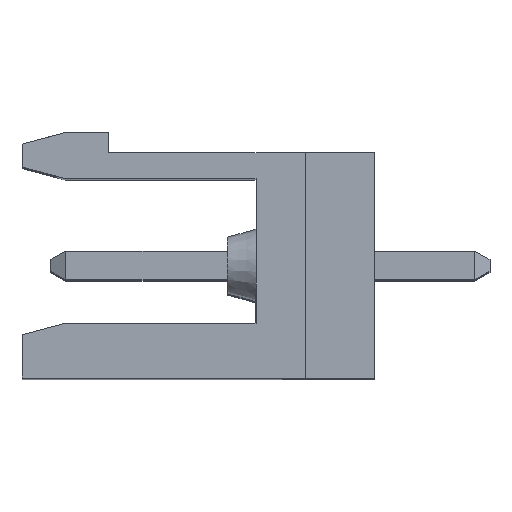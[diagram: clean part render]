
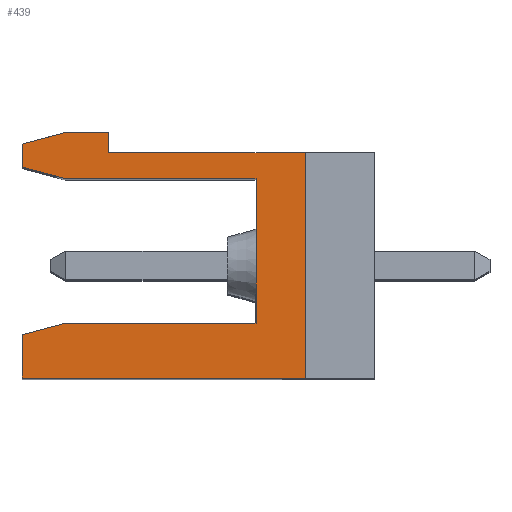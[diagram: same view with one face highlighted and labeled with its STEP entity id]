
A CAD part, top view. The second image highlights one B-rep face of the part: STEP entity #439.
In plain terms, the highlighted planar face has unit normal (0, 0, 1).
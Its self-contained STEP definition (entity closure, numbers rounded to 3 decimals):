
#439 = ADVANCED_FACE( '', ( #1034 ), #1035, .F. );
#1034 = FACE_OUTER_BOUND( '', #1794, .T. );
#1035 = PLANE( '', #1795 );
#1794 = EDGE_LOOP( '', ( #3057, #3058, #3059, #3060, #3061, #3062, #3063, #3064, #3065, #3066, #3067, #3068, #3069 ) );
#1795 = AXIS2_PLACEMENT_3D( '', #3070, #3071, #3072 );
#3057 = ORIENTED_EDGE( '', *, *, #4895, .T. );
#3058 = ORIENTED_EDGE( '', *, *, #4896, .T. );
#3059 = ORIENTED_EDGE( '', *, *, #4897, .F. );
#3060 = ORIENTED_EDGE( '', *, *, #4898, .T. );
#3061 = ORIENTED_EDGE( '', *, *, #4850, .F. );
#3062 = ORIENTED_EDGE( '', *, *, #4899, .F. );
#3063 = ORIENTED_EDGE( '', *, *, #4900, .F. );
#3064 = ORIENTED_EDGE( '', *, *, #4841, .F. );
#3065 = ORIENTED_EDGE( '', *, *, #4580, .F. );
#3066 = ORIENTED_EDGE( '', *, *, #4465, .F. );
#3067 = ORIENTED_EDGE( '', *, *, #4802, .F. );
#3068 = ORIENTED_EDGE( '', *, *, #4595, .F. );
#3069 = ORIENTED_EDGE( '', *, *, #4901, .T. );
#3070 = CARTESIAN_POINT( '', ( 197.225, 124.81, -24.28 ) );
#3071 = DIRECTION( '', ( 0., 0., -1. ) );
#3072 = DIRECTION( '', ( 0., -1., 0. ) );
#4465 = EDGE_CURVE( '', #5313, #5308, #5315, .T. );
#4580 = EDGE_CURVE( '', #5308, #5516, #5518, .T. );
#4595 = EDGE_CURVE( '', #5540, #5542, #5543, .T. );
#4802 = EDGE_CURVE( '', #5542, #5313, #5878, .T. );
#4841 = EDGE_CURVE( '', #5516, #5941, #5942, .T. );
#4850 = EDGE_CURVE( '', #5953, #5955, #5956, .T. );
#4895 = EDGE_CURVE( '', #6025, #6026, #6027, .T. );
#4896 = EDGE_CURVE( '', #6026, #6028, #6029, .T. );
#4897 = EDGE_CURVE( '', #6030, #6028, #6031, .T. );
#4898 = EDGE_CURVE( '', #6030, #5955, #6032, .T. );
#4899 = EDGE_CURVE( '', #6033, #5953, #6034, .T. );
#4900 = EDGE_CURVE( '', #5941, #6033, #6035, .T. );
#4901 = EDGE_CURVE( '', #5540, #6025, #6036, .T. );
#5308 = VERTEX_POINT( '', #6540 );
#5313 = VERTEX_POINT( '', #6547 );
#5315 = LINE( '', #6550, #6551 );
#5516 = VERTEX_POINT( '', #6844 );
#5518 = LINE( '', #6847, #6848 );
#5540 = VERTEX_POINT( '', #6877 );
#5542 = VERTEX_POINT( '', #6880 );
#5543 = LINE( '', #6881, #6882 );
#5878 = LINE( '', #7386, #7387 );
#5941 = VERTEX_POINT( '', #7481 );
#5942 = LINE( '', #7482, #7483 );
#5953 = VERTEX_POINT( '', #7500 );
#5955 = VERTEX_POINT( '', #7503 );
#5956 = LINE( '', #7504, #7505 );
#6025 = VERTEX_POINT( '', #7600 );
#6026 = VERTEX_POINT( '', #7601 );
#6027 = LINE( '', #7602, #7603 );
#6028 = VERTEX_POINT( '', #7604 );
#6029 = LINE( '', #7605, #7606 );
#6030 = VERTEX_POINT( '', #7607 );
#6031 = LINE( '', #7608, #7609 );
#6032 = LINE( '', #7610, #7611 );
#6033 = VERTEX_POINT( '', #7612 );
#6034 = LINE( '', #7613, #7614 );
#6035 = LINE( '', #7615, #7616 );
#6036 = LINE( '', #7617, #7618 );
#6540 = CARTESIAN_POINT( '', ( 197.425, 124.71, -24.28 ) );
#6547 = CARTESIAN_POINT( '', ( 195.918, 124.71, -24.28 ) );
#6550 = CARTESIAN_POINT( '', ( 197.425, 124.71, -24.28 ) );
#6551 = VECTOR( '', #8371, 1000. );
#6844 = CARTESIAN_POINT( '', ( 197.425, 124.01, -24.28 ) );
#6847 = CARTESIAN_POINT( '', ( 197.425, 124.31, -24.28 ) );
#6848 = VECTOR( '', #8465, 1000. );
#6877 = CARTESIAN_POINT( '', ( 194.425, 123.51, -24.28 ) );
#6880 = CARTESIAN_POINT( '', ( 194.425, 124.31, -24.28 ) );
#6881 = CARTESIAN_POINT( '', ( 194.425, 124.41, -24.28 ) );
#6882 = VECTOR( '', #8480, 1000. );
#7386 = CARTESIAN_POINT( '', ( 195.918, 124.71, -24.28 ) );
#7387 = VECTOR( '', #8650, 1000. );
#7481 = CARTESIAN_POINT( '', ( 204.225, 124.01, -24.28 ) );
#7482 = CARTESIAN_POINT( '', ( 204.025, 124.01, -24.28 ) );
#7483 = VECTOR( '', #8682, 1000. );
#7500 = CARTESIAN_POINT( '', ( 194.425, 116.21, -24.28 ) );
#7503 = CARTESIAN_POINT( '', ( 194.425, 117.708, -24.28 ) );
#7504 = CARTESIAN_POINT( '', ( 194.425, 124.41, -24.28 ) );
#7505 = VECTOR( '', #8690, 1000. );
#7600 = CARTESIAN_POINT( '', ( 195.918, 123.11, -24.28 ) );
#7601 = CARTESIAN_POINT( '', ( 202.525, 123.11, -24.28 ) );
#7602 = CARTESIAN_POINT( '', ( 197.225, 123.11, -24.28 ) );
#7603 = VECTOR( '', #8738, 1000. );
#7604 = CARTESIAN_POINT( '', ( 202.525, 118.11, -24.28 ) );
#7605 = CARTESIAN_POINT( '', ( 202.525, 124.81, -24.28 ) );
#7606 = VECTOR( '', #8739, 1000. );
#7607 = CARTESIAN_POINT( '', ( 195.925, 118.11, -24.28 ) );
#7608 = CARTESIAN_POINT( '', ( 197.225, 118.11, -24.28 ) );
#7609 = VECTOR( '', #8740, 1000. );
#7610 = CARTESIAN_POINT( '', ( 194.425, 117.708, -24.28 ) );
#7611 = VECTOR( '', #8741, 1000. );
#7612 = CARTESIAN_POINT( '', ( 204.225, 116.21, -24.28 ) );
#7613 = CARTESIAN_POINT( '', ( 194.225, 116.21, -24.28 ) );
#7614 = VECTOR( '', #8742, 1000. );
#7615 = CARTESIAN_POINT( '', ( 204.225, 116.21, -24.28 ) );
#7616 = VECTOR( '', #8743, 1000. );
#7617 = CARTESIAN_POINT( '', ( 196.713, 122.897, -24.28 ) );
#7618 = VECTOR( '', #8744, 1000. );
#8371 = DIRECTION( '', ( 1., 0., 0. ) );
#8465 = DIRECTION( '', ( 0., -1., 0. ) );
#8480 = DIRECTION( '', ( 0., 1., 0. ) );
#8650 = DIRECTION( '', ( 0.966, 0.259, 0. ) );
#8682 = DIRECTION( '', ( 1., 0., 0. ) );
#8690 = DIRECTION( '', ( 0., 1., 0. ) );
#8738 = DIRECTION( '', ( 1., 0., 0. ) );
#8739 = DIRECTION( '', ( 0., -1., 0. ) );
#8740 = DIRECTION( '', ( 1., 0., 0. ) );
#8741 = DIRECTION( '', ( -0.966, -0.259, 0. ) );
#8742 = DIRECTION( '', ( -1., 0., 0. ) );
#8743 = DIRECTION( '', ( 0., -1., 0. ) );
#8744 = DIRECTION( '', ( 0.966, -0.259, 0. ) );
